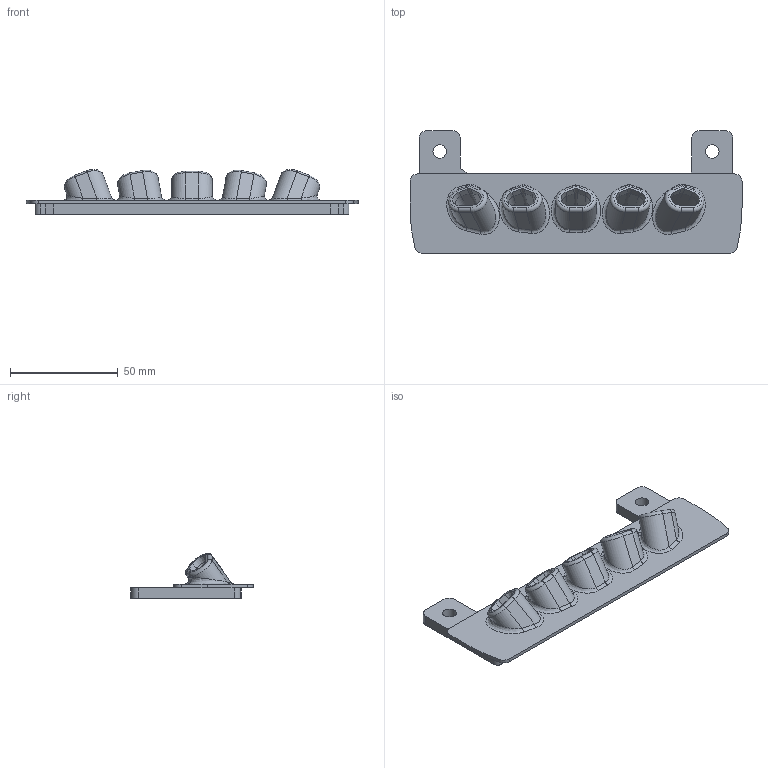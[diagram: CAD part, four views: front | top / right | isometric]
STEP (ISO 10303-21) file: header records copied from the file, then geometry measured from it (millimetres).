
FILE_DESCRIPTION(('Open CASCADE Model'),'2;1');
FILE_NAME('Open CASCADE Shape Model','2024-07-18T15:49:42',('Author'),( 'Open CASCADE'),'Open CASCADE STEP processor 7.7','Open CASCADE 7.7' ,'Unknown');
FILE_SCHEMA(('AUTOMOTIVE_DESIGN { 1 0 10303 214 1 1 1 1 }'));
Length unit declared in the file: millimetre
Products named in the file (1): Open CASCADE STEP translator 7.7 1
Bounding box: 154 x 56.8 x 20.84 mm (x, y, z)
Volume: 40064.9 mm3; surface area: 20934.9 mm2
Topology: 1 solids, 1 shells, 240 faces, 584 edges, 358 vertices
Faces by surface type: plane 96, cylinder 92, bspline 22, torus 15, cone 15
Full cylindrical faces by diameter (mm): 4.7 x2, 6.3 x2
Entity records: 19521 total; most frequent: CARTESIAN_POINT 7883, DIRECTION 2189, LINE 1296, VECTOR 1296, ORIENTED_EDGE 1168, PCURVE 1168, DEFINITIONAL_REPRESENTATION 1168, EDGE_CURVE 584
